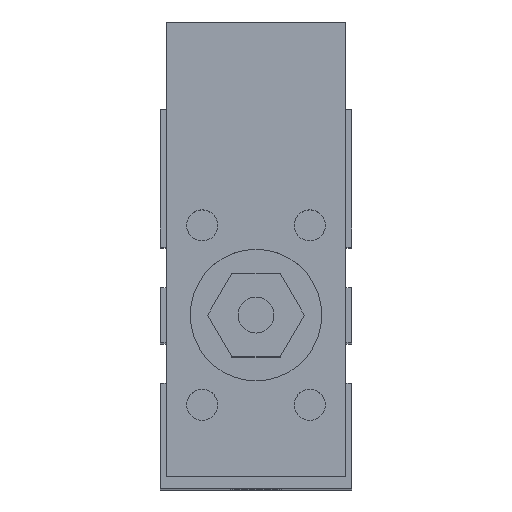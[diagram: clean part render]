
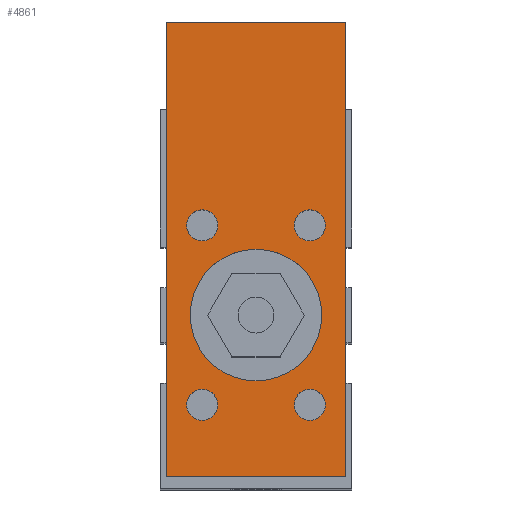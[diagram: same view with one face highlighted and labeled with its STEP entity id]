
A CAD part, top view. The second image highlights one B-rep face of the part: STEP entity #4861.
In plain terms, the highlighted planar face has unit normal (0, 0, 1).
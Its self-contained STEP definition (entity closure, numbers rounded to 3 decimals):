
#3442=CARTESIAN_POINT('',(6.552,-13.394,28.5));
#3443=VERTEX_POINT('',#3442);
#3459=CARTESIAN_POINT('',(3.953,-13.394,28.5));
#3460=VERTEX_POINT('',#3459);
#3467=CARTESIAN_POINT('',(5.253,-13.394,28.5));
#3468=DIRECTION('',(0.0,0.0,-1.0));
#3469=DIRECTION('',(1.0,0.0,0.0));
#3470=AXIS2_PLACEMENT_3D('',#3467,#3468,#3469);
#3471=CIRCLE('',#3470,1.3);
#3472=EDGE_CURVE('',#3443,#3460,#3471,.T.);
#3484=CARTESIAN_POINT('',(-2.448,-13.394,28.5));
#3485=VERTEX_POINT('',#3484);
#3501=CARTESIAN_POINT('',(-5.047,-13.394,28.5));
#3502=VERTEX_POINT('',#3501);
#3509=CARTESIAN_POINT('',(-3.747,-13.394,28.5));
#3510=DIRECTION('',(0.0,0.0,-1.0));
#3511=DIRECTION('',(1.0,0.0,0.0));
#3512=AXIS2_PLACEMENT_3D('',#3509,#3510,#3511);
#3513=CIRCLE('',#3512,1.3);
#3514=EDGE_CURVE('',#3485,#3502,#3513,.T.);
#3526=CARTESIAN_POINT('',(6.552,-28.394,28.5));
#3527=VERTEX_POINT('',#3526);
#3543=CARTESIAN_POINT('',(3.953,-28.394,28.5));
#3544=VERTEX_POINT('',#3543);
#3551=CARTESIAN_POINT('',(5.253,-28.394,28.5));
#3552=DIRECTION('',(0.0,0.0,-1.0));
#3553=DIRECTION('',(1.0,0.0,0.0));
#3554=AXIS2_PLACEMENT_3D('',#3551,#3552,#3553);
#3555=CIRCLE('',#3554,1.3);
#3556=EDGE_CURVE('',#3527,#3544,#3555,.T.);
#3568=CARTESIAN_POINT('',(-2.448,-28.394,28.5));
#3569=VERTEX_POINT('',#3568);
#3585=CARTESIAN_POINT('',(-5.047,-28.394,28.5));
#3586=VERTEX_POINT('',#3585);
#3593=CARTESIAN_POINT('',(-3.747,-28.394,28.5));
#3594=DIRECTION('',(0.0,0.0,-1.0));
#3595=DIRECTION('',(1.0,0.0,0.0));
#3596=AXIS2_PLACEMENT_3D('',#3593,#3594,#3595);
#3597=CIRCLE('',#3596,1.3);
#3598=EDGE_CURVE('',#3569,#3586,#3597,.T.);
#3652=CARTESIAN_POINT('',(6.253,-20.894,28.5));
#3653=VERTEX_POINT('',#3652);
#3669=CARTESIAN_POINT('',(-4.747,-20.894,28.5));
#3670=VERTEX_POINT('',#3669);
#3677=CARTESIAN_POINT('',(0.753,-20.894,28.5));
#3678=DIRECTION('',(0.0,0.0,-1.0));
#3679=DIRECTION('',(1.0,0.0,0.0));
#3680=AXIS2_PLACEMENT_3D('',#3677,#3678,#3679);
#3681=CIRCLE('',#3680,5.5);
#3682=EDGE_CURVE('',#3653,#3670,#3681,.T.);
#4493=CARTESIAN_POINT('',(-6.747,-34.394,28.5));
#4494=VERTEX_POINT('',#4493);
#4501=CARTESIAN_POINT('',(-6.747,3.606,28.5));
#4502=VERTEX_POINT('',#4501);
#4503=CARTESIAN_POINT('',(-6.747,-34.394,28.5));
#4504=DIRECTION('',(0.0,1.0,0.0));
#4505=VECTOR('',#4504,38.);
#4506=LINE('',#4503,#4505);
#4507=EDGE_CURVE('',#4494,#4502,#4506,.T.);
#4539=CARTESIAN_POINT('',(8.253,-34.394,28.5));
#4540=VERTEX_POINT('',#4539);
#4541=CARTESIAN_POINT('',(8.253,-34.394,28.5));
#4542=DIRECTION('',(-1.0,0.0,0.0));
#4543=VECTOR('',#4542,15.);
#4544=LINE('',#4541,#4543);
#4545=EDGE_CURVE('',#4540,#4494,#4544,.T.);
#4563=CARTESIAN_POINT('',(8.253,3.606,28.5));
#4564=VERTEX_POINT('',#4563);
#4565=CARTESIAN_POINT('',(8.253,3.606,28.5));
#4566=DIRECTION('',(0.0,-1.0,0.0));
#4567=VECTOR('',#4566,38.);
#4568=LINE('',#4565,#4567);
#4569=EDGE_CURVE('',#4564,#4540,#4568,.T.);
#4603=CARTESIAN_POINT('',(-6.747,3.606,28.5));
#4604=DIRECTION('',(1.0,0.0,0.0));
#4605=VECTOR('',#4604,15.0);
#4606=LINE('',#4603,#4605);
#4607=EDGE_CURVE('',#4502,#4564,#4606,.T.);
#4710=CARTESIAN_POINT('',(0.753,-20.894,28.5));
#4711=DIRECTION('',(0.0,0.0,-1.0));
#4712=DIRECTION('',(1.0,0.0,0.0));
#4713=AXIS2_PLACEMENT_3D('',#4710,#4711,#4712);
#4714=CIRCLE('',#4713,5.5);
#4715=EDGE_CURVE('',#3670,#3653,#4714,.T.);
#4764=CARTESIAN_POINT('',(-3.747,-28.394,28.5));
#4765=DIRECTION('',(0.0,0.0,-1.0));
#4766=DIRECTION('',(1.0,0.0,0.0));
#4767=AXIS2_PLACEMENT_3D('',#4764,#4765,#4766);
#4768=CIRCLE('',#4767,1.3);
#4769=EDGE_CURVE('',#3586,#3569,#4768,.T.);
#4782=CARTESIAN_POINT('',(5.253,-28.394,28.5));
#4783=DIRECTION('',(0.0,0.0,-1.0));
#4784=DIRECTION('',(1.0,0.0,0.0));
#4785=AXIS2_PLACEMENT_3D('',#4782,#4783,#4784);
#4786=CIRCLE('',#4785,1.3);
#4787=EDGE_CURVE('',#3544,#3527,#4786,.T.);
#4800=CARTESIAN_POINT('',(-3.747,-13.394,28.5));
#4801=DIRECTION('',(0.0,0.0,-1.0));
#4802=DIRECTION('',(1.0,0.0,0.0));
#4803=AXIS2_PLACEMENT_3D('',#4800,#4801,#4802);
#4804=CIRCLE('',#4803,1.3);
#4805=EDGE_CURVE('',#3502,#3485,#4804,.T.);
#4818=CARTESIAN_POINT('',(5.253,-13.394,28.5));
#4819=DIRECTION('',(0.0,0.0,-1.0));
#4820=DIRECTION('',(1.0,0.0,0.0));
#4821=AXIS2_PLACEMENT_3D('',#4818,#4819,#4820);
#4822=CIRCLE('',#4821,1.3);
#4823=EDGE_CURVE('',#3460,#3443,#4822,.T.);
#4830=CARTESIAN_POINT('',(0.753,-15.394,28.5));
#4831=DIRECTION('',(0.0,0.0,1.0));
#4832=DIRECTION('',(1.0,0.0,0.0));
#4833=AXIS2_PLACEMENT_3D('',#4830,#4831,#4832);
#4834=PLANE('',#4833);
#4835=ORIENTED_EDGE('',*,*,#4507,.F.);
#4836=ORIENTED_EDGE('',*,*,#4545,.F.);
#4837=ORIENTED_EDGE('',*,*,#4569,.F.);
#4838=ORIENTED_EDGE('',*,*,#4607,.F.);
#4839=EDGE_LOOP('',(#4835,#4836,#4837,#4838));
#4840=FACE_OUTER_BOUND('',#4839,.T.);
#4841=ORIENTED_EDGE('',*,*,#3682,.T.);
#4842=ORIENTED_EDGE('',*,*,#4715,.T.);
#4843=EDGE_LOOP('',(#4841,#4842));
#4844=FACE_BOUND('',#4843,.T.);
#4845=ORIENTED_EDGE('',*,*,#3598,.T.);
#4846=ORIENTED_EDGE('',*,*,#4769,.T.);
#4847=EDGE_LOOP('',(#4845,#4846));
#4848=FACE_BOUND('',#4847,.T.);
#4849=ORIENTED_EDGE('',*,*,#3556,.T.);
#4850=ORIENTED_EDGE('',*,*,#4787,.T.);
#4851=EDGE_LOOP('',(#4849,#4850));
#4852=FACE_BOUND('',#4851,.T.);
#4853=ORIENTED_EDGE('',*,*,#3514,.T.);
#4854=ORIENTED_EDGE('',*,*,#4805,.T.);
#4855=EDGE_LOOP('',(#4853,#4854));
#4856=FACE_BOUND('',#4855,.T.);
#4857=ORIENTED_EDGE('',*,*,#3472,.T.);
#4858=ORIENTED_EDGE('',*,*,#4823,.T.);
#4859=EDGE_LOOP('',(#4857,#4858));
#4860=FACE_BOUND('',#4859,.T.);
#4861=ADVANCED_FACE('',(#4840,#4844,#4848,#4852,#4856,#4860),#4834,.T.);
